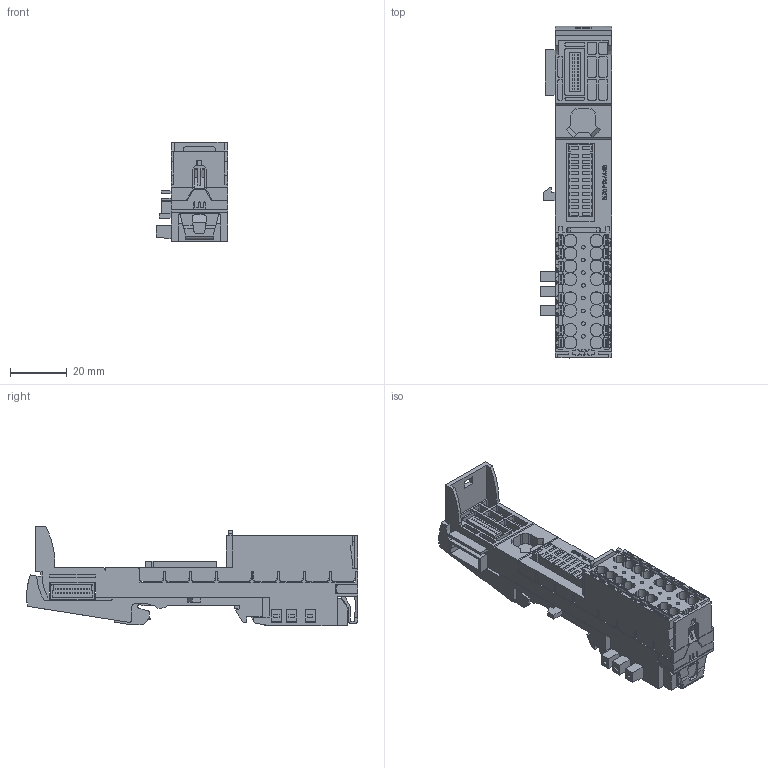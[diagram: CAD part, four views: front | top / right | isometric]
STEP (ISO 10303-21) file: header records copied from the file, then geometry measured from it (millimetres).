
FILE_DESCRIPTION(/* description */ (''),/* implementation_level */ '2;1');
FILE_NAME(/* name */ '6AG1193-6BP20-7BB0_3d.stp',/* time_stamp */ '2025-02-28T10:15:22+08:00',/* author */ (''),/* organization */ (''),/* preprocessor_version */ 'ST-DEVELOPER v18.102',/* originating_system */ 'SIEMENS PLM Software NX 2023',/* authorisation */ '');
FILE_SCHEMA (('AUTOMOTIVE_DESIGN { 1 0 10303 214 3 1 1 1 }'));
Products named in the file (3): A5E54405027A_RS-AA_001_1-labeling; A5E38713611A_RS-AA_003_1-Box; A5E54405003A_RS-AA_001_2-CAx_6AG11936BP207BB0
Assembly tree (2 placements, depth 2):
  A5E54405003A_RS-AA_001_2-CAx_6AG11936BP207BB0
    A5E38713611A_RS-AA_003_1-Box
    A5E54405027A_RS-AA_001_1-labeling
Bounding box: 25.41 x 117.31 x 35 mm (x, y, z)
Volume: 41608 mm3; surface area: 29737.7 mm2
Topology: 56 solids, 57 shells, 2796 faces, 7619 edges, 5069 vertices
Faces by surface type: plane 2223, cylinder 323, extrusion 250
Full cylindrical faces by diameter (mm): 1.3 x8
Entity records: 118409 total; most frequent: CARTESIAN_POINT 28043, ORIENTED_EDGE 15208, DIRECTION 12996, EDGE_CURVE 7604, VECTOR 6518, LINE 6268, VERTEX_POINT 5063, AXIS2_PLACEMENT_3D 3239
